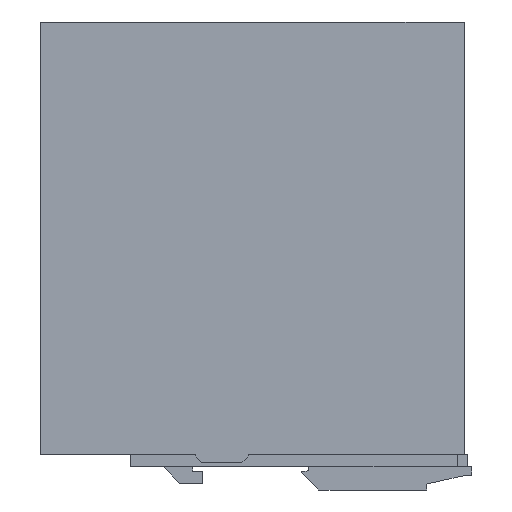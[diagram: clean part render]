
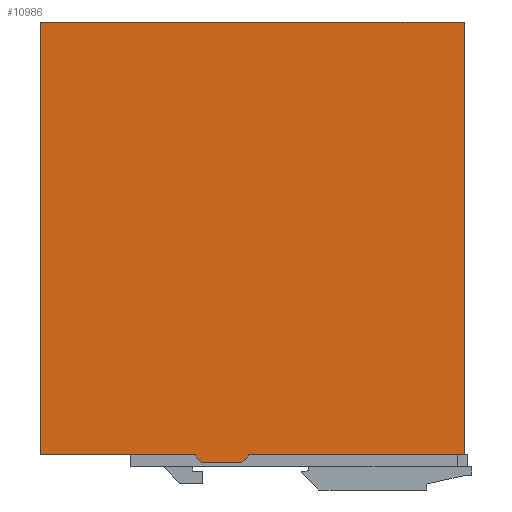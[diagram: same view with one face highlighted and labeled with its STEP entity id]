
A CAD part, left-side view. The second image highlights one B-rep face of the part: STEP entity #10986.
In plain terms, the highlighted planar face has unit normal (-1, 0, 0).
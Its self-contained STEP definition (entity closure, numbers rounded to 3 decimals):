
#810 = EDGE_CURVE ( 'NONE', #6159, #11133, #8108, .T. ) ;
#1080 = VECTOR ( 'NONE', #12180, 1000. ) ;
#1285 = DIRECTION ( 'NONE',  ( 0., 0., 1. ) ) ;
#1311 = CARTESIAN_POINT ( 'NONE',  ( -21., 17.1, -129.5 ) ) ;
#1837 = VERTEX_POINT ( 'NONE', #3599 ) ;
#2035 = EDGE_CURVE ( 'NONE', #10932, #12082, #7954, .T. ) ;
#2113 = ORIENTED_EDGE ( 'NONE', *, *, #5078, .T. ) ;
#2174 = ORIENTED_EDGE ( 'NONE', *, *, #7904, .T. ) ;
#2556 = VECTOR ( 'NONE', #4336, 1000. ) ;
#2911 = LINE ( 'NONE', #6029, #4657 ) ;
#3599 = CARTESIAN_POINT ( 'NONE',  ( -21., 3.1, -132. ) ) ;
#3753 = VECTOR ( 'NONE', #5515, 1000. ) ;
#3993 = CARTESIAN_POINT ( 'NONE',  ( -21., 1.1, -130. ) ) ;
#4036 = PLANE ( 'NONE',  #6333 ) ;
#4253 = EDGE_CURVE ( 'NONE', #9613, #12331, #2911, .T. ) ;
#4336 = DIRECTION ( 'NONE',  ( 0., 0., -1. ) ) ;
#4350 = CARTESIAN_POINT ( 'NONE',  ( -21., 15.1, -132. ) ) ;
#4483 = ORIENTED_EDGE ( 'NONE', *, *, #810, .F. ) ;
#4657 = VECTOR ( 'NONE', #9656, 1000. ) ;
#4698 = LINE ( 'NONE', #12704, #13723 ) ;
#4936 = ORIENTED_EDGE ( 'NONE', *, *, #15536, .F. ) ;
#5033 = CARTESIAN_POINT ( 'NONE',  ( -21., 63.5, -129.5 ) ) ;
#5075 = DIRECTION ( 'NONE',  ( 0., 0., -1. ) ) ;
#5078 = EDGE_CURVE ( 'NONE', #9083, #11133, #6276, .T. ) ;
#5207 = CARTESIAN_POINT ( 'NONE',  ( -21., 1.1, -132. ) ) ;
#5338 = EDGE_LOOP ( 'NONE', ( #13228, #8671, #4936, #10429, #2113, #4483, #2174, #6570, #8872, #8919 ) ) ;
#5348 = CARTESIAN_POINT ( 'NONE',  ( -21., 0., 0. ) ) ;
#5515 = DIRECTION ( 'NONE',  ( 0., 1., 0. ) ) ;
#5727 = EDGE_CURVE ( 'NONE', #1837, #9083, #8203, .T. ) ;
#6029 = CARTESIAN_POINT ( 'NONE',  ( -21., 63.5, -129.5 ) ) ;
#6159 = VERTEX_POINT ( 'NONE', #11900 ) ;
#6276 = LINE ( 'NONE', #5207, #1080 ) ;
#6333 = AXIS2_PLACEMENT_3D ( 'NONE', #5348, #15106, #5075 ) ;
#6570 = ORIENTED_EDGE ( 'NONE', *, *, #2035, .T. ) ;
#6709 = EDGE_CURVE ( 'NONE', #12082, #12331, #12099, .T. ) ;
#7754 = CARTESIAN_POINT ( 'NONE',  ( -21., 17.1, -132. ) ) ;
#7904 = EDGE_CURVE ( 'NONE', #6159, #10932, #15329, .T. ) ;
#7954 = LINE ( 'NONE', #10032, #8991 ) ;
#8108 = LINE ( 'NONE', #5033, #3753 ) ;
#8151 = DIRECTION ( 'NONE',  ( 0., 0., 1. ) ) ;
#8203 = LINE ( 'NONE', #15878, #14277 ) ;
#8552 = LINE ( 'NONE', #14661, #15118 ) ;
#8671 = ORIENTED_EDGE ( 'NONE', *, *, #9322, .T. ) ;
#8731 = DIRECTION ( 'NONE',  ( 0., -0.707, 0.707 ) ) ;
#8865 = DIRECTION ( 'NONE',  ( 0., 1., 0. ) ) ;
#8872 = ORIENTED_EDGE ( 'NONE', *, *, #6709, .T. ) ;
#8919 = ORIENTED_EDGE ( 'NONE', *, *, #4253, .F. ) ;
#8991 = VECTOR ( 'NONE', #11823, 1000. ) ;
#9083 = VERTEX_POINT ( 'NONE', #3993 ) ;
#9308 = DIRECTION ( 'NONE',  ( 0., -0.707, -0.707 ) ) ;
#9322 = EDGE_CURVE ( 'NONE', #12849, #14295, #8552, .T. ) ;
#9613 = VERTEX_POINT ( 'NONE', #1311 ) ;
#9656 = DIRECTION ( 'NONE',  ( 0., 1., 0. ) ) ;
#9789 = CARTESIAN_POINT ( 'NONE',  ( -21., 1.1, -129.5 ) ) ;
#9990 = CARTESIAN_POINT ( 'NONE',  ( -21., -63.5, 0. ) ) ;
#10032 = CARTESIAN_POINT ( 'NONE',  ( -21., 0., 0. ) ) ;
#10429 = ORIENTED_EDGE ( 'NONE', *, *, #5727, .T. ) ;
#10709 = EDGE_CURVE ( 'NONE', #12849, #9613, #13651, .T. ) ;
#10849 = CARTESIAN_POINT ( 'NONE',  ( -21., 63.5, -129.5 ) ) ;
#10932 = VERTEX_POINT ( 'NONE', #9990 ) ;
#10986 = ADVANCED_FACE ( 'NONE', ( #12312 ), #4036, .F. ) ;
#11133 = VERTEX_POINT ( 'NONE', #9789 ) ;
#11823 = DIRECTION ( 'NONE',  ( 0., 1., 0. ) ) ;
#11900 = CARTESIAN_POINT ( 'NONE',  ( -21., -63.5, -129.5 ) ) ;
#12082 = VERTEX_POINT ( 'NONE', #14267 ) ;
#12099 = LINE ( 'NONE', #14625, #2556 ) ;
#12180 = DIRECTION ( 'NONE',  ( 0., 0., 1. ) ) ;
#12312 = FACE_OUTER_BOUND ( 'NONE', #5338, .T. ) ;
#12331 = VERTEX_POINT ( 'NONE', #10849 ) ;
#12704 = CARTESIAN_POINT ( 'NONE',  ( -21., 17.1, -132. ) ) ;
#12849 = VERTEX_POINT ( 'NONE', #14717 ) ;
#12919 = VECTOR ( 'NONE', #8151, 1000. ) ;
#13228 = ORIENTED_EDGE ( 'NONE', *, *, #10709, .F. ) ;
#13290 = CARTESIAN_POINT ( 'NONE',  ( -21., -63.5, 0. ) ) ;
#13651 = LINE ( 'NONE', #7754, #15040 ) ;
#13723 = VECTOR ( 'NONE', #8865, 1000. ) ;
#14267 = CARTESIAN_POINT ( 'NONE',  ( -21., 63.5, 0. ) ) ;
#14277 = VECTOR ( 'NONE', #8731, 1000. ) ;
#14295 = VERTEX_POINT ( 'NONE', #4350 ) ;
#14625 = CARTESIAN_POINT ( 'NONE',  ( -21., 63.5, 0. ) ) ;
#14661 = CARTESIAN_POINT ( 'NONE',  ( -21., 15.1, -132. ) ) ;
#14717 = CARTESIAN_POINT ( 'NONE',  ( -21., 17.1, -130. ) ) ;
#15040 = VECTOR ( 'NONE', #1285, 1000. ) ;
#15106 = DIRECTION ( 'NONE',  ( 1., 0., 0. ) ) ;
#15118 = VECTOR ( 'NONE', #9308, 1000. ) ;
#15329 = LINE ( 'NONE', #13290, #12919 ) ;
#15536 = EDGE_CURVE ( 'NONE', #1837, #14295, #4698, .T. ) ;
#15878 = CARTESIAN_POINT ( 'NONE',  ( -21., 3.1, -132. ) ) ;
